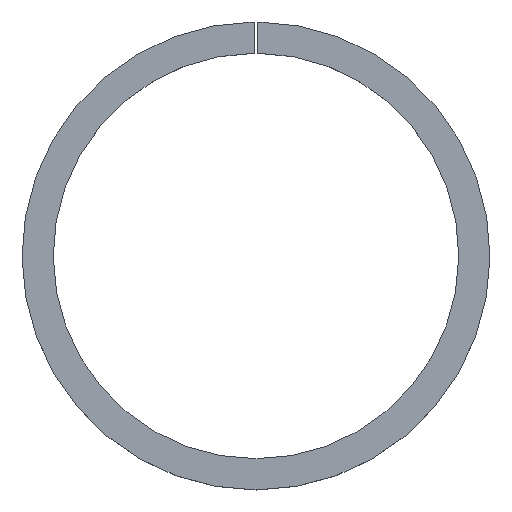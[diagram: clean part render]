
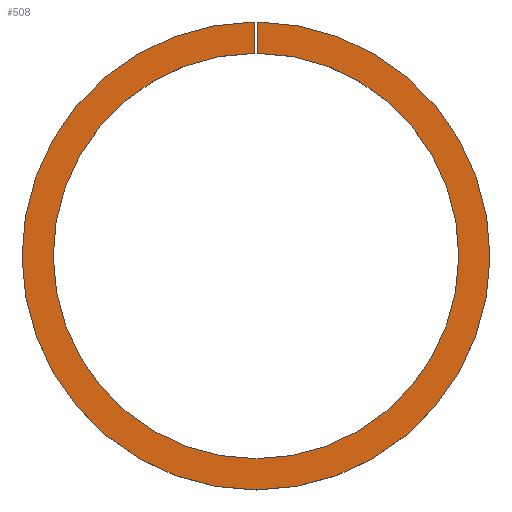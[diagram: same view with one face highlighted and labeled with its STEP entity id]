
A CAD part, top view. The second image highlights one B-rep face of the part: STEP entity #508.
In plain terms, the highlighted planar face has unit normal (0, 0, 1).
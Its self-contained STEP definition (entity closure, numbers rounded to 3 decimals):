
#303 = AXIS2_PLACEMENT_3D ( 'NONE', #7861, #12617, #10768 ) ;
#508 = ADVANCED_FACE ( 'NONE', ( #6420 ), #8411, .F. ) ;
#581 = CIRCLE ( 'NONE', #9918, 60. ) ;
#763 = DIRECTION ( 'NONE',  ( 0., 0., -1. ) ) ;
#846 = CARTESIAN_POINT ( 'NONE',  ( -0.5, 51.998, 8. ) ) ;
#1372 = EDGE_CURVE ( 'NONE', #4928, #5372, #8793, .T. ) ;
#1663 = ORIENTED_EDGE ( 'NONE', *, *, #5001, .T. ) ;
#2137 = DIRECTION ( 'NONE',  ( 0., 1., 0. ) ) ;
#2409 = DIRECTION ( 'NONE',  ( -1., 0., 0. ) ) ;
#2499 = CARTESIAN_POINT ( 'NONE',  ( 0., -52., 8. ) ) ;
#3993 = CARTESIAN_POINT ( 'NONE',  ( 0.5, 59.998, 8. ) ) ;
#4344 = LINE ( 'NONE', #7967, #11741 ) ;
#4618 = DIRECTION ( 'NONE',  ( -1., 0., 0. ) ) ;
#4669 = CARTESIAN_POINT ( 'NONE',  ( -0.5, 59.998, 8. ) ) ;
#4928 = VERTEX_POINT ( 'NONE', #846 ) ;
#5001 = EDGE_CURVE ( 'NONE', #10436, #4928, #5566, .T. ) ;
#5151 = DIRECTION ( 'NONE',  ( 0., 1., 0. ) ) ;
#5230 = ORIENTED_EDGE ( 'NONE', *, *, #1372, .T. ) ;
#5372 = VERTEX_POINT ( 'NONE', #4669 ) ;
#5498 = AXIS2_PLACEMENT_3D ( 'NONE', #2499, #8336, #2409 ) ;
#5566 = CIRCLE ( 'NONE', #303, 52. ) ;
#5790 = EDGE_CURVE ( 'NONE', #10436, #12178, #4344, .T. ) ;
#6378 = CARTESIAN_POINT ( 'NONE',  ( 0.5, 51.998, 8. ) ) ;
#6420 = FACE_OUTER_BOUND ( 'NONE', #8763, .T. ) ;
#7150 = CARTESIAN_POINT ( 'NONE',  ( -0.5, 0., 8. ) ) ;
#7861 = CARTESIAN_POINT ( 'NONE',  ( 0., 0., 8. ) ) ;
#7967 = CARTESIAN_POINT ( 'NONE',  ( 0.5, 0., 8. ) ) ;
#8336 = DIRECTION ( 'NONE',  ( 0., 0., -1. ) ) ;
#8411 = PLANE ( 'NONE',  #5498 ) ;
#8763 = EDGE_LOOP ( 'NONE', ( #9691, #9222, #1663, #5230 ) ) ;
#8793 = LINE ( 'NONE', #7150, #12009 ) ;
#8862 = EDGE_CURVE ( 'NONE', #12178, #5372, #581, .T. ) ;
#9222 = ORIENTED_EDGE ( 'NONE', *, *, #5790, .F. ) ;
#9691 = ORIENTED_EDGE ( 'NONE', *, *, #8862, .F. ) ;
#9918 = AXIS2_PLACEMENT_3D ( 'NONE', #11248, #763, #4618 ) ;
#10436 = VERTEX_POINT ( 'NONE', #6378 ) ;
#10768 = DIRECTION ( 'NONE',  ( -1., 0., 0. ) ) ;
#11248 = CARTESIAN_POINT ( 'NONE',  ( 0., 0., 8. ) ) ;
#11741 = VECTOR ( 'NONE', #2137, 1000. ) ;
#12009 = VECTOR ( 'NONE', #5151, 1000. ) ;
#12178 = VERTEX_POINT ( 'NONE', #3993 ) ;
#12617 = DIRECTION ( 'NONE',  ( 0., 0., -1. ) ) ;
